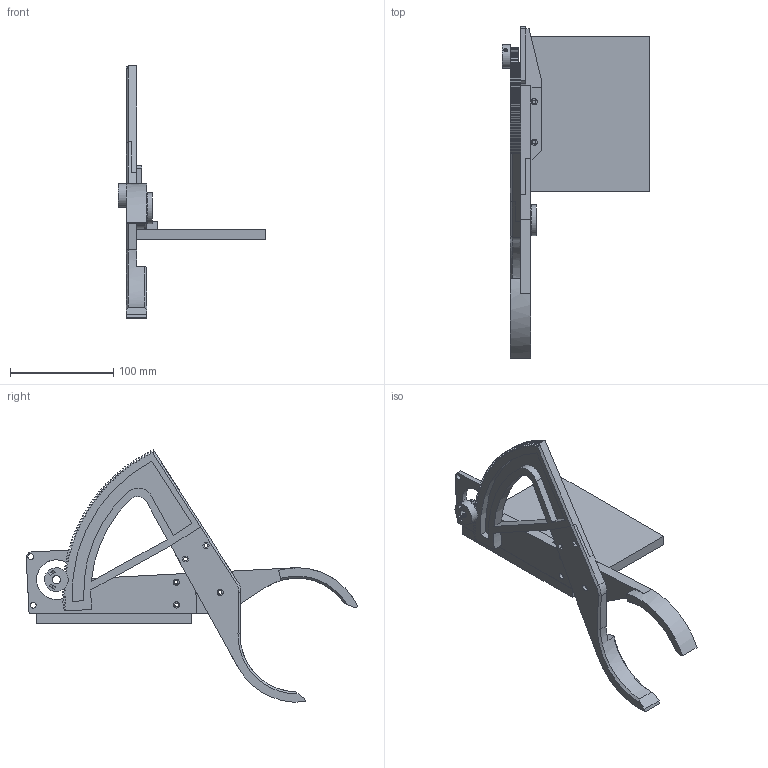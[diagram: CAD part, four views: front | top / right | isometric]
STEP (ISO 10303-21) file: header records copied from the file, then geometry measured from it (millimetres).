
FILE_DESCRIPTION(/* description */ (''),/* implementation_level */ '2;1');
FILE_NAME(/* name */ 'Breathing device v10 NEMA 23.step',/* time_stamp */ '2020-03-17T19:23:22+01:00',/* author */ (''),/* organization */ (''),/* preprocessor_version */ 'ST-DEVELOPER v18',/* originating_system */ 'Autodesk Translation Framework v8.12.0.6',/* authorisation */ '');
FILE_SCHEMA (('AUTOMOTIVE_DESIGN { 1 0 10303 214 3 1 1 }'));
Length unit declared in the file: millimetre
Products named in the file (1): Breathing device
Bounding box: 143 x 320.85 x 243.91 mm (x, y, z)
Volume: 388028.7 mm3; surface area: 128422 mm2
Topology: 7 solids, 7 shells, 789 faces, 2297 edges, 1540 vertices
Faces by surface type: plane 497, cylinder 271, torus 15, cone 6
Full cylindrical faces by diameter (mm): 3.5 x16, 5.5 x4, 6 x7, 8 x1, 20 x2, 20.3 x1, 22.988 x1, 30 x1, 38.4 x1
Entity records: 26627 total; most frequent: CARTESIAN_POINT 5101, ORIENTED_EDGE 4594, DIRECTION 4411, EDGE_CURVE 2297, LINE 1679, VECTOR 1679, VERTEX_POINT 1540, AXIS2_PLACEMENT_3D 1366
